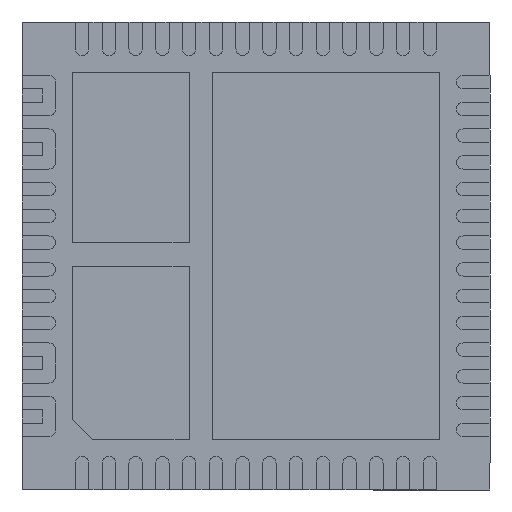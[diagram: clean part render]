
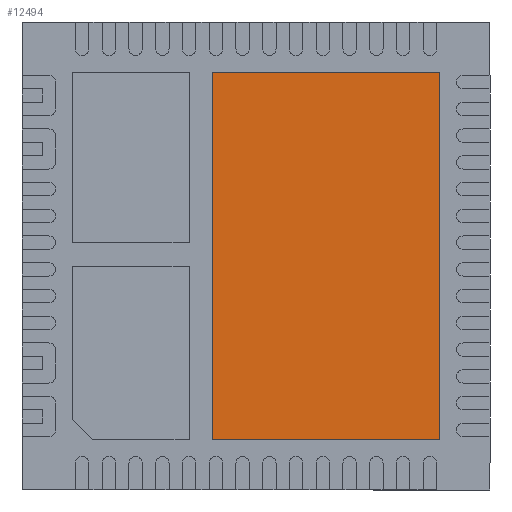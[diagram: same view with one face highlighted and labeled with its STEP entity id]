
A CAD part, front view. The second image highlights one B-rep face of the part: STEP entity #12494.
In plain terms, the highlighted planar face has unit normal (0, -1, 0).
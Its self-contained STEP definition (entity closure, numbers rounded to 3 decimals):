
#318 = EDGE_CURVE ( 'NONE', #14562, #11492, #2060, .T. ) ;
#726 = VECTOR ( 'NONE', #1956, 1000. ) ;
#1061 = FACE_OUTER_BOUND ( 'NONE', #4173, .T. ) ;
#1802 = ORIENTED_EDGE ( 'NONE', *, *, #17063, .F. ) ;
#1882 = CARTESIAN_POINT ( 'NONE',  ( 2.75, 0., 2.75 ) ) ;
#1956 = DIRECTION ( 'NONE',  ( 0., 0., 1. ) ) ;
#2060 = LINE ( 'NONE', #11364, #15741 ) ;
#2437 = AXIS2_PLACEMENT_3D ( 'NONE', #10965, #18433, #18373 ) ;
#2520 = ORIENTED_EDGE ( 'NONE', *, *, #8390, .F. ) ;
#3486 = CARTESIAN_POINT ( 'NONE',  ( -0.65, 0., 2.75 ) ) ;
#3754 = CARTESIAN_POINT ( 'NONE',  ( -0.65, 0., -2.75 ) ) ;
#3862 = ORIENTED_EDGE ( 'NONE', *, *, #318, .F. ) ;
#4173 = EDGE_LOOP ( 'NONE', ( #14162, #3862, #1802, #2520 ) ) ;
#4862 = CARTESIAN_POINT ( 'NONE',  ( -0.65, 0., 2.75 ) ) ;
#5301 = VECTOR ( 'NONE', #5999, 1000. ) ;
#5999 = DIRECTION ( 'NONE',  ( 1., 0., 0. ) ) ;
#6157 = VECTOR ( 'NONE', #17817, 1000. ) ;
#6188 = CARTESIAN_POINT ( 'NONE',  ( 2.75, 0., -2.75 ) ) ;
#8390 = EDGE_CURVE ( 'NONE', #19585, #10275, #13741, .T. ) ;
#8730 = CARTESIAN_POINT ( 'NONE',  ( -0.65, 0., -2.75 ) ) ;
#9103 = EDGE_CURVE ( 'NONE', #11492, #19585, #15593, .T. ) ;
#10275 = VERTEX_POINT ( 'NONE', #4862 ) ;
#10337 = CARTESIAN_POINT ( 'NONE',  ( 2.75, 0., 2.75 ) ) ;
#10965 = CARTESIAN_POINT ( 'NONE',  ( 0., 0., 0. ) ) ;
#11364 = CARTESIAN_POINT ( 'NONE',  ( 2.75, 0., -2.75 ) ) ;
#11492 = VERTEX_POINT ( 'NONE', #6188 ) ;
#12494 = ADVANCED_FACE ( 'NONE', ( #1061 ), #17118, .F. ) ;
#13741 = LINE ( 'NONE', #3486, #726 ) ;
#14162 = ORIENTED_EDGE ( 'NONE', *, *, #9103, .F. ) ;
#14562 = VERTEX_POINT ( 'NONE', #1882 ) ;
#15593 = LINE ( 'NONE', #3754, #6157 ) ;
#15741 = VECTOR ( 'NONE', #15898, 1000. ) ;
#15898 = DIRECTION ( 'NONE',  ( 0., 0., -1. ) ) ;
#16373 = LINE ( 'NONE', #10337, #5301 ) ;
#17063 = EDGE_CURVE ( 'NONE', #10275, #14562, #16373, .T. ) ;
#17118 = PLANE ( 'NONE',  #2437 ) ;
#17817 = DIRECTION ( 'NONE',  ( -1., 0., 0. ) ) ;
#18373 = DIRECTION ( 'NONE',  ( 0., 0., 1. ) ) ;
#18433 = DIRECTION ( 'NONE',  ( 0., 1., 0. ) ) ;
#19585 = VERTEX_POINT ( 'NONE', #8730 ) ;
